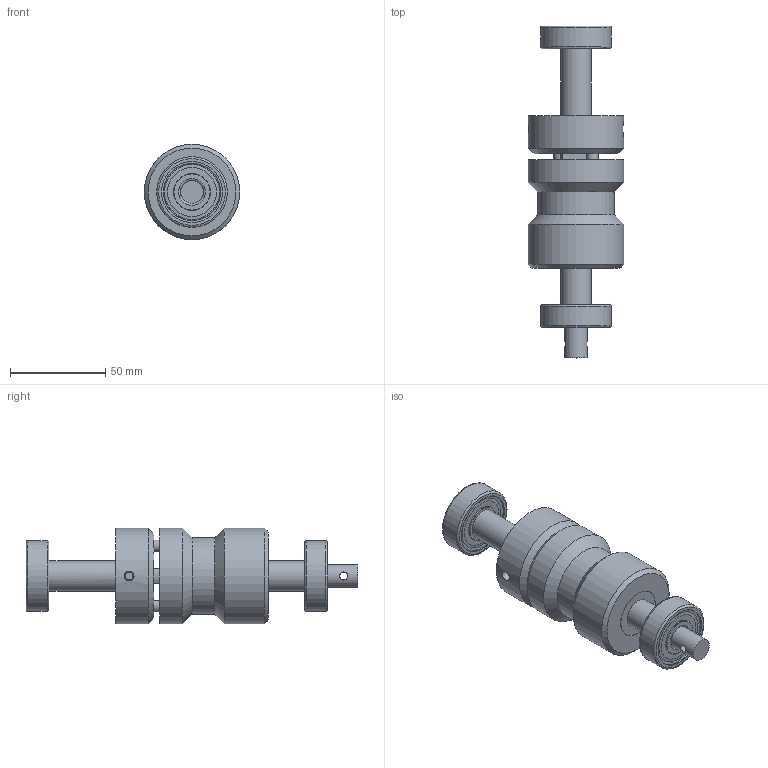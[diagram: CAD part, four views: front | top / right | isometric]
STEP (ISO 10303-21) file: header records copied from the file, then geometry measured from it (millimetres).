
FILE_DESCRIPTION( ( '' ), ' ' );
FILE_NAME( '5ed325739a1f740f8e4cc739.step', '2020-05-31T03:33:08', ( '' ), ( '' ), ' ', ' ', ' ' );
FILE_SCHEMA( ( 'AUTOMOTIVE_DESIGN { 1 0 10303 214 1 1 1 1 }' ) );
Length unit declared in the file: metre
Products named in the file (8): Assem1; Cam Lock; Cam Lock Spring; Hex socket head cap screw M5x0.80 x 30; Motor Axis; Pin; Bearing 6301-2Z; Motor Axis Locker
Assembly tree (9 placements, depth 2):
  Assem1
    Cam Lock
    Cam Lock Spring
    Hex socket head cap screw M5x0.80 x 30
    Motor Axis
    Pin  x2
    Bearing 6301-2Z  x2
    Motor Axis Locker
Bounding box: 50 x 174 x 50 mm (x, y, z)
Volume: 150435.2 mm3; surface area: 53811.9 mm2
Topology: 9 solids, 9 shells, 165 faces, 317 edges, 192 vertices
Faces by surface type: plane 57, cylinder 51, cone 29, torus 27, bspline 1
Full cylindrical faces by diameter (mm): 4.2 x2, 5 x1, 5.2 x2, 6 x4, 8.5 x1, 9 x1, 12 x4, 16 x2, 16.2 x2, 19.3 x8, 25.4 x1, 25.6 x1, 29 x1, 29.818 x4, 29.92 x2, 31.92 x8, 37 x2, 40 x1, 43 x1, 50 x3
Entity records: 4306 total; most frequent: CARTESIAN_POINT 1508, DIRECTION 490, ORIENTED_EDGE 284, AXIS2_PLACEMENT_3D 229, EDGE_LOOP 222, FACE_OUTER_BOUND 172, EDGE_CURVE 142, VERTEX_POINT 132
